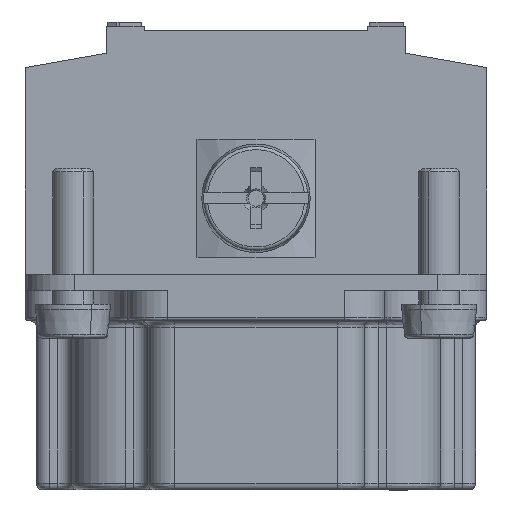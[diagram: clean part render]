
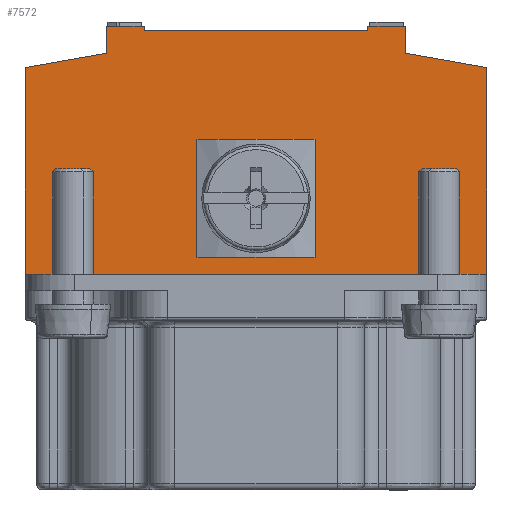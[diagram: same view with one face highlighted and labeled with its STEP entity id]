
A CAD part, left-side view. The second image highlights one B-rep face of the part: STEP entity #7572.
In plain terms, the highlighted planar face has unit normal (-1, 0, 0).
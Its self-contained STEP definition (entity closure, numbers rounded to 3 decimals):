
#4852=CIRCLE('',#40531,2.);
#7572=ADVANCED_FACE('F463',(#17358,#17359),#9607,.F.);
#9607=PLANE('',#40532);
#11154=LINE('',#55076,#14222);
#11155=LINE('',#55079,#14223);
#11156=LINE('',#55081,#14224);
#11157=LINE('',#55083,#14225);
#11158=LINE('',#55085,#14226);
#11159=LINE('',#55087,#14227);
#11160=LINE('',#55089,#14228);
#11161=LINE('',#55091,#14229);
#11162=LINE('',#55093,#14230);
#11163=LINE('',#55095,#14231);
#11164=LINE('',#55097,#14232);
#11165=LINE('',#55099,#14233);
#14222=VECTOR('',#43515,1.);
#14223=VECTOR('',#43516,1.);
#14224=VECTOR('',#43517,1.);
#14225=VECTOR('',#43518,1.);
#14226=VECTOR('',#43519,1.);
#14227=VECTOR('',#43520,1.);
#14228=VECTOR('',#43521,1.);
#14229=VECTOR('',#43522,1.);
#14230=VECTOR('',#43523,1.);
#14231=VECTOR('',#43524,1.);
#14232=VECTOR('',#43525,1.);
#14233=VECTOR('',#43526,1.);
#17358=FACE_BOUND('',#17807,.T.);
#17359=FACE_BOUND('',#17808,.T.);
#17807=EDGE_LOOP('',(#20728,#20729,#20730,#20731,#20732,#20733,#20734,#20735,
#20736,#20737,#20738,#20739));
#17808=EDGE_LOOP('',(#20740));
#20728=ORIENTED_EDGE('',*,*,#34574,.F.);
#20729=ORIENTED_EDGE('',*,*,#34575,.T.);
#20730=ORIENTED_EDGE('',*,*,#34576,.F.);
#20731=ORIENTED_EDGE('',*,*,#34577,.T.);
#20732=ORIENTED_EDGE('',*,*,#34578,.T.);
#20733=ORIENTED_EDGE('',*,*,#34579,.F.);
#20734=ORIENTED_EDGE('',*,*,#34580,.F.);
#20735=ORIENTED_EDGE('',*,*,#34581,.T.);
#20736=ORIENTED_EDGE('',*,*,#34582,.T.);
#20737=ORIENTED_EDGE('',*,*,#34583,.F.);
#20738=ORIENTED_EDGE('',*,*,#34584,.F.);
#20739=ORIENTED_EDGE('',*,*,#34585,.F.);
#20740=ORIENTED_EDGE('',*,*,#34586,.T.);
#31112=VERTEX_POINT('',#55077);
#31113=VERTEX_POINT('',#55078);
#31114=VERTEX_POINT('',#55080);
#31115=VERTEX_POINT('',#55082);
#31116=VERTEX_POINT('',#55084);
#31117=VERTEX_POINT('',#55086);
#31118=VERTEX_POINT('',#55088);
#31119=VERTEX_POINT('',#55090);
#31120=VERTEX_POINT('',#55092);
#31121=VERTEX_POINT('',#55094);
#31122=VERTEX_POINT('',#55096);
#31123=VERTEX_POINT('',#55098);
#31124=VERTEX_POINT('',#55101);
#34574=EDGE_CURVE('E1444',#31112,#31113,#11154,.T.);
#34575=EDGE_CURVE('',#31112,#31114,#11155,.T.);
#34576=EDGE_CURVE('',#31115,#31114,#11156,.T.);
#34577=EDGE_CURVE('',#31115,#31116,#11157,.T.);
#34578=EDGE_CURVE('',#31116,#31117,#11158,.T.);
#34579=EDGE_CURVE('',#31118,#31117,#11159,.T.);
#34580=EDGE_CURVE('',#31119,#31118,#11160,.T.);
#34581=EDGE_CURVE('',#31119,#31120,#11161,.T.);
#34582=EDGE_CURVE('',#31120,#31121,#11162,.T.);
#34583=EDGE_CURVE('',#31122,#31121,#11163,.T.);
#34584=EDGE_CURVE('',#31123,#31122,#11164,.T.);
#34585=EDGE_CURVE('E1445',#31113,#31123,#11165,.T.);
#34586=EDGE_CURVE('',#31124,#31124,#4852,.T.);
#40531=AXIS2_PLACEMENT_3D('',#55100,#43527,#43528);
#40532=AXIS2_PLACEMENT_3D('',#55102,#43529,#43530);
#43515=DIRECTION('',(0.,-0.985,0.174));
#43516=DIRECTION('',(0.,0.,-1.));
#43517=DIRECTION('',(0.,1.,0.));
#43518=DIRECTION('',(0.,0.,1.));
#43519=DIRECTION('',(0.,0.985,0.174));
#43520=DIRECTION('',(0.,0.,-1.));
#43521=DIRECTION('',(0.,-1.,0.));
#43522=DIRECTION('',(0.,0.,-1.));
#43523=DIRECTION('',(0.,1.,0.));
#43524=DIRECTION('',(0.,0.,-1.));
#43525=DIRECTION('',(0.,-1.,0.));
#43526=DIRECTION('',(0.,0.,1.));
#43527=DIRECTION('',(1.,0.,0.));
#43528=DIRECTION('',(0.,0.,-1.));
#43529=DIRECTION('',(1.,0.,0.));
#43530=DIRECTION('',(0.,-1.,0.));
#55076=CARTESIAN_POINT('',(-46.5,16.691,18.697));
#55077=CARTESIAN_POINT('',(-46.5,17.,18.642));
#55078=CARTESIAN_POINT('',(-46.5,11.,19.7));
#55079=CARTESIAN_POINT('',(-46.5,17.,21.8));
#55080=CARTESIAN_POINT('',(-46.5,17.,3.4));
#55081=CARTESIAN_POINT('',(-46.5,12.7,3.4));
#55082=CARTESIAN_POINT('',(-46.5,-17.,3.4));
#55083=CARTESIAN_POINT('',(-46.5,-17.,8.75));
#55084=CARTESIAN_POINT('',(-46.5,-17.,18.642));
#55085=CARTESIAN_POINT('',(-46.5,-10.483,19.791));
#55086=CARTESIAN_POINT('',(-46.5,-11.,19.7));
#55087=CARTESIAN_POINT('',(-46.5,-11.,20.2));
#55088=CARTESIAN_POINT('',(-46.5,-11.,21.7));
#55089=CARTESIAN_POINT('',(-46.5,12.7,21.7));
#55090=CARTESIAN_POINT('',(-46.5,-8.25,21.7));
#55091=CARTESIAN_POINT('',(-46.5,-8.25,21.7));
#55092=CARTESIAN_POINT('',(-46.5,-8.25,21.4));
#55093=CARTESIAN_POINT('',(-46.5,7.81,21.4));
#55094=CARTESIAN_POINT('',(-46.5,8.25,21.4));
#55095=CARTESIAN_POINT('',(-46.5,8.25,21.4));
#55096=CARTESIAN_POINT('',(-46.5,8.25,21.7));
#55097=CARTESIAN_POINT('',(-46.5,12.7,21.7));
#55098=CARTESIAN_POINT('',(-46.5,11.,21.7));
#55099=CARTESIAN_POINT('',(-46.5,11.,20.2));
#55100=CARTESIAN_POINT('',(-46.5,0.,9.));
#55101=CARTESIAN_POINT('',(-46.5,0.,7.));
#55102=CARTESIAN_POINT('',(-46.5,12.7,21.8));
